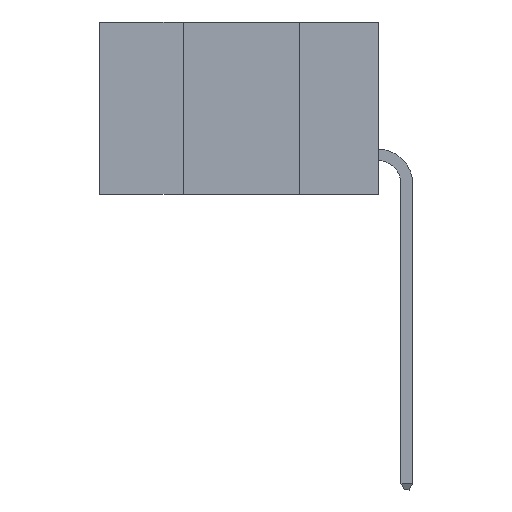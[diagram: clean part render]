
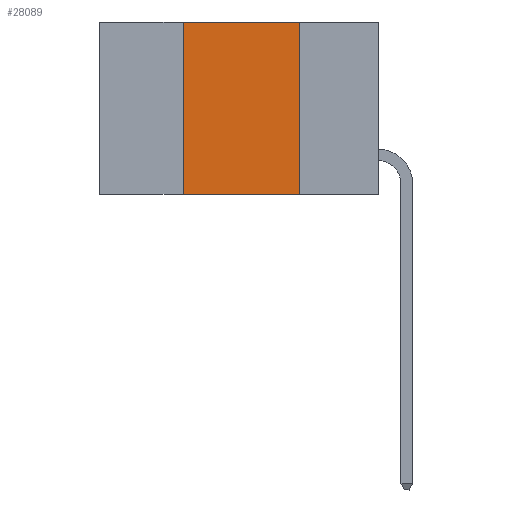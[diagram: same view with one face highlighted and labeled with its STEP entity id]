
A CAD part, left-side view. The second image highlights one B-rep face of the part: STEP entity #28089.
In plain terms, the highlighted planar face has unit normal (-1, 0, 0).
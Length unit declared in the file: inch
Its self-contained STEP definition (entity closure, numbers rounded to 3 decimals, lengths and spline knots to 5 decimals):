
#36 = ORIENTED_EDGE ( 'NONE', *, *, #29975, .T. ) ;
#67 = EDGE_CURVE ( 'NONE', #6173, #26545, #8293, .T. ) ;
#1003 = EDGE_CURVE ( 'NONE', #26545, #25987, #22239, .T. ) ;
#1139 = ORIENTED_EDGE ( 'NONE', *, *, #29649, .F. ) ;
#1873 = VECTOR ( 'NONE', #18008, 39.37008 ) ;
#2143 = CARTESIAN_POINT ( 'NONE',  ( 0., 0.42, 0. ) ) ;
#2528 = VERTEX_POINT ( 'NONE', #21245 ) ;
#5410 = CARTESIAN_POINT ( 'NONE',  ( 0., 0.42, -0.37 ) ) ;
#5968 = DIRECTION ( 'NONE',  ( 1., 0., 0. ) ) ;
#6173 = VERTEX_POINT ( 'NONE', #5410 ) ;
#7016 = VECTOR ( 'NONE', #27402, 39.37008 ) ;
#8293 = LINE ( 'NONE', #27649, #1873 ) ;
#8333 = ORIENTED_EDGE ( 'NONE', *, *, #1003, .F. ) ;
#9129 = AXIS2_PLACEMENT_3D ( 'NONE', #15545, #5968, #22698 ) ;
#9591 = VECTOR ( 'NONE', #12640, 39.37008 ) ;
#9731 = CARTESIAN_POINT ( 'NONE',  ( 0., 0.17, 0. ) ) ;
#10839 = CARTESIAN_POINT ( 'NONE',  ( 0., 0.17, 0. ) ) ;
#11154 = EDGE_LOOP ( 'NONE', ( #1139, #8333, #17015, #36 ) ) ;
#12640 = DIRECTION ( 'NONE',  ( 0., -1., 0. ) ) ;
#15545 = CARTESIAN_POINT ( 'NONE',  ( 0., 0.6, 0. ) ) ;
#17015 = ORIENTED_EDGE ( 'NONE', *, *, #67, .F. ) ;
#17953 = PLANE ( 'NONE',  #9129 ) ;
#18008 = DIRECTION ( 'NONE',  ( 0., 0., 1. ) ) ;
#20509 = LINE ( 'NONE', #10839, #7016 ) ;
#21245 = CARTESIAN_POINT ( 'NONE',  ( 0., 0.17, -0.37 ) ) ;
#22196 = CARTESIAN_POINT ( 'NONE',  ( 0., 0.6, 0. ) ) ;
#22239 = LINE ( 'NONE', #22196, #9591 ) ;
#22698 = DIRECTION ( 'NONE',  ( 0., 0., -1. ) ) ;
#24514 = LINE ( 'NONE', #26266, #25249 ) ;
#25249 = VECTOR ( 'NONE', #28576, 39.37008 ) ;
#25987 = VERTEX_POINT ( 'NONE', #9731 ) ;
#26266 = CARTESIAN_POINT ( 'NONE',  ( 0., 0.6, -0.37 ) ) ;
#26545 = VERTEX_POINT ( 'NONE', #2143 ) ;
#27402 = DIRECTION ( 'NONE',  ( 0., 0., -1. ) ) ;
#27649 = CARTESIAN_POINT ( 'NONE',  ( 0., 0.42, 0. ) ) ;
#28089 = ADVANCED_FACE ( 'NONE', ( #29760 ), #17953, .F. ) ;
#28576 = DIRECTION ( 'NONE',  ( 0., -1., 0. ) ) ;
#29649 = EDGE_CURVE ( 'NONE', #25987, #2528, #20509, .T. ) ;
#29760 = FACE_OUTER_BOUND ( 'NONE', #11154, .T. ) ;
#29975 = EDGE_CURVE ( 'NONE', #6173, #2528, #24514, .T. ) ;
